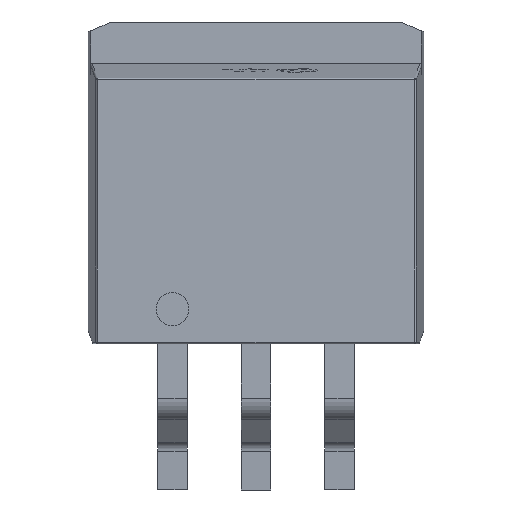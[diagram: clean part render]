
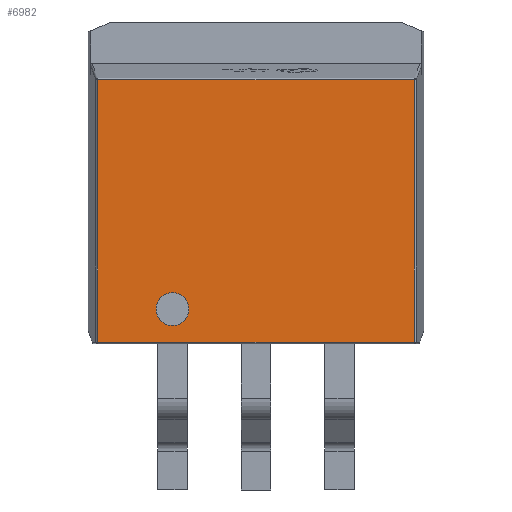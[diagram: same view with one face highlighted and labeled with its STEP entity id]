
A CAD part, top view. The second image highlights one B-rep face of the part: STEP entity #6982.
In plain terms, the highlighted planar face has unit normal (0, 0, 1).
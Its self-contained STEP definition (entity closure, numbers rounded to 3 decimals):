
#98 = EDGE_CURVE ( 'NONE', #2809, #7757, #6690, .T. ) ;
#1229 = DIRECTION ( 'NONE',  ( 1., 0., 0. ) ) ;
#1809 = CIRCLE ( 'NONE', #9664, 0.5 ) ;
#2523 = EDGE_CURVE ( 'NONE', #3075, #12386, #1809, .T. ) ;
#2649 = VECTOR ( 'NONE', #4391, 1000. ) ;
#2809 = VERTEX_POINT ( 'NONE', #3197 ) ;
#3075 = VERTEX_POINT ( 'NONE', #11547 ) ;
#3197 = CARTESIAN_POINT ( 'NONE',  ( 4.817, 12.454, 4.5 ) ) ;
#3743 = PLANE ( 'NONE',  #6466 ) ;
#3986 = DIRECTION ( 'NONE',  ( 0., 1., 0. ) ) ;
#4387 = VERTEX_POINT ( 'NONE', #10597 ) ;
#4391 = DIRECTION ( 'NONE',  ( -1., 0., 0. ) ) ;
#4468 = ORIENTED_EDGE ( 'NONE', *, *, #98, .T. ) ;
#4735 = EDGE_CURVE ( 'NONE', #7757, #11807, #12306, .T. ) ;
#5015 = EDGE_LOOP ( 'NONE', ( #11539, #6539, #15721, #4468 ) ) ;
#5214 = CARTESIAN_POINT ( 'NONE',  ( -4.817, 4.48, 4.5 ) ) ;
#5241 = CARTESIAN_POINT ( 'NONE',  ( -2.04, 5.48, 4.5 ) ) ;
#5978 = CARTESIAN_POINT ( 'NONE',  ( -2.54, 5.48, 4.5 ) ) ;
#6448 = CARTESIAN_POINT ( 'NONE',  ( 0., 0., 4.5 ) ) ;
#6466 = AXIS2_PLACEMENT_3D ( 'NONE', #6448, #8912, #11084 ) ;
#6469 = CARTESIAN_POINT ( 'NONE',  ( -4.817, 12.454, 4.5 ) ) ;
#6539 = ORIENTED_EDGE ( 'NONE', *, *, #13838, .T. ) ;
#6690 = LINE ( 'NONE', #9252, #2649 ) ;
#6935 = EDGE_CURVE ( 'NONE', #12386, #3075, #12571, .T. ) ;
#6982 = ADVANCED_FACE ( 'NONE', ( #7730, #8828 ), #3743, .T. ) ;
#7118 = ORIENTED_EDGE ( 'NONE', *, *, #6935, .F. ) ;
#7303 = ORIENTED_EDGE ( 'NONE', *, *, #2523, .F. ) ;
#7529 = VECTOR ( 'NONE', #10494, 1000. ) ;
#7730 = FACE_BOUND ( 'NONE', #14964, .T. ) ;
#7757 = VERTEX_POINT ( 'NONE', #6469 ) ;
#8638 = DIRECTION ( 'NONE',  ( 0., -1., 0. ) ) ;
#8828 = FACE_OUTER_BOUND ( 'NONE', #5015, .T. ) ;
#8912 = DIRECTION ( 'NONE',  ( 0., 0., 1. ) ) ;
#9252 = CARTESIAN_POINT ( 'NONE',  ( -4.864, 12.454, 4.5 ) ) ;
#9664 = AXIS2_PLACEMENT_3D ( 'NONE', #5978, #15678, #10623 ) ;
#10494 = DIRECTION ( 'NONE',  ( 1., 0., 0. ) ) ;
#10597 = CARTESIAN_POINT ( 'NONE',  ( 4.817, 4.48, 4.5 ) ) ;
#10623 = DIRECTION ( 'NONE',  ( 1., 0., 0. ) ) ;
#11084 = DIRECTION ( 'NONE',  ( 1., 0., 0. ) ) ;
#11085 = CARTESIAN_POINT ( 'NONE',  ( 4.817, 12.498, 4.5 ) ) ;
#11389 = EDGE_CURVE ( 'NONE', #4387, #2809, #11974, .T. ) ;
#11539 = ORIENTED_EDGE ( 'NONE', *, *, #4735, .T. ) ;
#11547 = CARTESIAN_POINT ( 'NONE',  ( -3.04, 5.48, 4.5 ) ) ;
#11807 = VERTEX_POINT ( 'NONE', #5214 ) ;
#11974 = LINE ( 'NONE', #11085, #15245 ) ;
#12112 = VECTOR ( 'NONE', #8638, 1000. ) ;
#12306 = LINE ( 'NONE', #15630, #12112 ) ;
#12324 = AXIS2_PLACEMENT_3D ( 'NONE', #15676, #13378, #1229 ) ;
#12386 = VERTEX_POINT ( 'NONE', #5241 ) ;
#12571 = CIRCLE ( 'NONE', #12324, 0.5 ) ;
#12943 = LINE ( 'NONE', #15477, #7529 ) ;
#13378 = DIRECTION ( 'NONE',  ( 0., 0., 1. ) ) ;
#13838 = EDGE_CURVE ( 'NONE', #11807, #4387, #12943, .T. ) ;
#14964 = EDGE_LOOP ( 'NONE', ( #7118, #7303 ) ) ;
#15245 = VECTOR ( 'NONE', #3986, 1000. ) ;
#15477 = CARTESIAN_POINT ( 'NONE',  ( 4.864, 4.48, 4.5 ) ) ;
#15630 = CARTESIAN_POINT ( 'NONE',  ( -4.817, 4.43, 4.5 ) ) ;
#15676 = CARTESIAN_POINT ( 'NONE',  ( -2.54, 5.48, 4.5 ) ) ;
#15678 = DIRECTION ( 'NONE',  ( 0., 0., 1. ) ) ;
#15721 = ORIENTED_EDGE ( 'NONE', *, *, #11389, .T. ) ;
